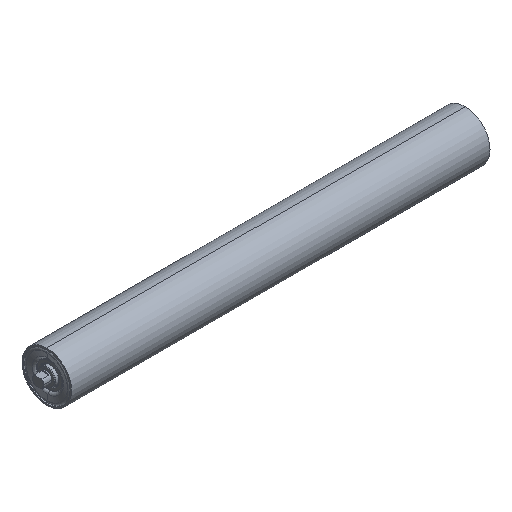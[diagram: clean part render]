
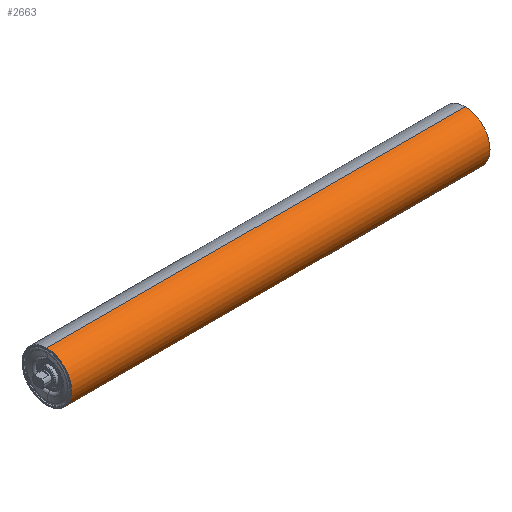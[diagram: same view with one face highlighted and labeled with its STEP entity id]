
A CAD part, isometric view. The second image highlights one B-rep face of the part: STEP entity #2663.
In plain terms, the highlighted cylindrical face has radius 44.5 mm (diameter 89 mm), a partial arc.
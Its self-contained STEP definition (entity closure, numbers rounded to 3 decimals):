
#1424 = CARTESIAN_POINT ( 'NONE',  ( 0., 0., -44.5 ) ) ;
#2663 = ADVANCED_FACE ( 'NONE', ( #22522 ), #11971, .T. ) ;
#2707 = VECTOR ( 'NONE', #13220, 1000. ) ;
#3076 = EDGE_CURVE ( 'NONE', #16024, #14505, #4155, .T. ) ;
#4155 = CIRCLE ( 'NONE', #4583, 44.5 ) ;
#4583 = AXIS2_PLACEMENT_3D ( 'NONE', #22427, #18180, #24315 ) ;
#4925 = CARTESIAN_POINT ( 'NONE',  ( 750., 0., -44.5 ) ) ;
#6284 = AXIS2_PLACEMENT_3D ( 'NONE', #12244, #26672, #14027 ) ;
#6636 = AXIS2_PLACEMENT_3D ( 'NONE', #24873, #16416, #22592 ) ;
#6981 = VERTEX_POINT ( 'NONE', #1424 ) ;
#7427 = ORIENTED_EDGE ( 'NONE', *, *, #3076, .F. ) ;
#7906 = VERTEX_POINT ( 'NONE', #24589 ) ;
#10930 = EDGE_CURVE ( 'NONE', #14505, #6981, #25469, .T. ) ;
#11313 = VECTOR ( 'NONE', #17564, 1000. ) ;
#11522 = LINE ( 'NONE', #15767, #11313 ) ;
#11648 = EDGE_CURVE ( 'NONE', #7906, #6981, #14004, .T. ) ;
#11971 = CYLINDRICAL_SURFACE ( 'NONE', #6284, 44.5 ) ;
#12244 = CARTESIAN_POINT ( 'NONE',  ( 750., 0., 0. ) ) ;
#13220 = DIRECTION ( 'NONE',  ( -1., 0., 0. ) ) ;
#13832 = EDGE_LOOP ( 'NONE', ( #18175, #7427, #20008, #25116 ) ) ;
#14004 = CIRCLE ( 'NONE', #6636, 44.5 ) ;
#14027 = DIRECTION ( 'NONE',  ( 0., 0., 1. ) ) ;
#14505 = VERTEX_POINT ( 'NONE', #20325 ) ;
#15767 = CARTESIAN_POINT ( 'NONE',  ( 750., 0., 44.5 ) ) ;
#16024 = VERTEX_POINT ( 'NONE', #20322 ) ;
#16416 = DIRECTION ( 'NONE',  ( 1., 0., 0. ) ) ;
#17564 = DIRECTION ( 'NONE',  ( -1., 0., 0. ) ) ;
#17804 = EDGE_CURVE ( 'NONE', #16024, #7906, #11522, .T. ) ;
#18175 = ORIENTED_EDGE ( 'NONE', *, *, #10930, .F. ) ;
#18180 = DIRECTION ( 'NONE',  ( 1., 0., 0. ) ) ;
#20008 = ORIENTED_EDGE ( 'NONE', *, *, #17804, .T. ) ;
#20322 = CARTESIAN_POINT ( 'NONE',  ( 750., 0., 44.5 ) ) ;
#20325 = CARTESIAN_POINT ( 'NONE',  ( 750., 0., -44.5 ) ) ;
#22427 = CARTESIAN_POINT ( 'NONE',  ( 750., 0., 0. ) ) ;
#22522 = FACE_OUTER_BOUND ( 'NONE', #13832, .T. ) ;
#22592 = DIRECTION ( 'NONE',  ( 0., 0., -1. ) ) ;
#24315 = DIRECTION ( 'NONE',  ( 0., 0., -1. ) ) ;
#24589 = CARTESIAN_POINT ( 'NONE',  ( 0., 0., 44.5 ) ) ;
#24873 = CARTESIAN_POINT ( 'NONE',  ( 0., 0., 0. ) ) ;
#25116 = ORIENTED_EDGE ( 'NONE', *, *, #11648, .T. ) ;
#25469 = LINE ( 'NONE', #4925, #2707 ) ;
#26672 = DIRECTION ( 'NONE',  ( -1., 0., 0. ) ) ;
